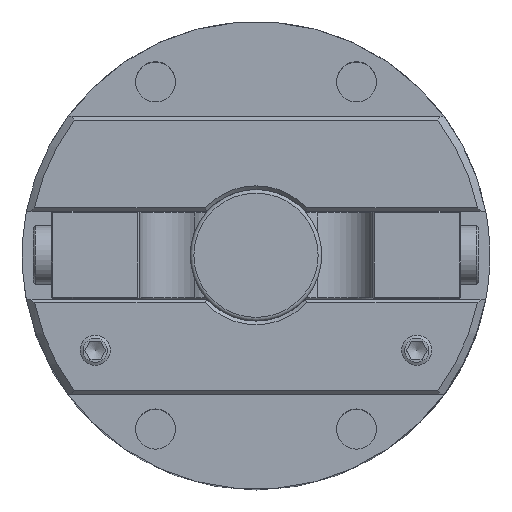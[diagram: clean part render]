
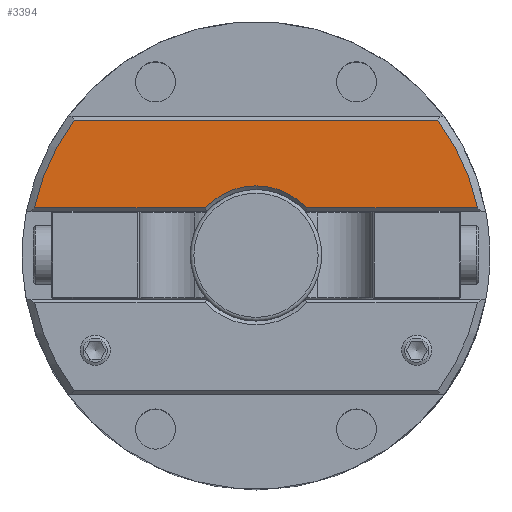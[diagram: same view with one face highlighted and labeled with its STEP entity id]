
A CAD part, top view. The second image highlights one B-rep face of the part: STEP entity #3394.
In plain terms, the highlighted planar face has unit normal (0, 0, 1).
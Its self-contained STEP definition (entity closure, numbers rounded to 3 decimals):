
#247=PLANE('',#3853);
#430=FACE_OUTER_BOUND('',#652,.T.);
#652=EDGE_LOOP('',(#2695,#2696,#2697,#2698,#2699,#2700));
#883=LINE('',#5989,#1084);
#884=LINE('',#6003,#1085);
#886=LINE('',#6011,#1087);
#1084=VECTOR('',#4612,10.);
#1085=VECTOR('',#4621,10.);
#1087=VECTOR('',#4629,10.);
#1297=CIRCLE('',#3849,9.5);
#1300=CIRCLE('',#3854,31.);
#1301=CIRCLE('',#3855,31.);
#1603=VERTEX_POINT('',#5986);
#1604=VERTEX_POINT('',#5988);
#1605=VERTEX_POINT('',#5994);
#1607=VERTEX_POINT('',#6002);
#1609=VERTEX_POINT('',#6008);
#1610=VERTEX_POINT('',#6010);
#2007=EDGE_CURVE('',#1603,#1604,#883,.T.);
#2009=EDGE_CURVE('',#1604,#1605,#1297,.T.);
#2012=EDGE_CURVE('',#1605,#1607,#884,.T.);
#2015=EDGE_CURVE('',#1609,#1603,#1300,.T.);
#2016=EDGE_CURVE('',#1610,#1609,#886,.T.);
#2017=EDGE_CURVE('',#1607,#1610,#1301,.T.);
#2695=ORIENTED_EDGE('',*,*,#2012,.F.);
#2696=ORIENTED_EDGE('',*,*,#2009,.F.);
#2697=ORIENTED_EDGE('',*,*,#2007,.F.);
#2698=ORIENTED_EDGE('',*,*,#2015,.F.);
#2699=ORIENTED_EDGE('',*,*,#2016,.F.);
#2700=ORIENTED_EDGE('',*,*,#2017,.F.);
#3394=ADVANCED_FACE('',(#430),#247,.T.);
#3849=AXIS2_PLACEMENT_3D('',#5995,#4615,#4616);
#3853=AXIS2_PLACEMENT_3D('',#6007,#4625,#4626);
#3854=AXIS2_PLACEMENT_3D('',#6009,#4627,#4628);
#3855=AXIS2_PLACEMENT_3D('',#6012,#4630,#4631);
#4612=DIRECTION('',(-1.,0.,0.));
#4615=DIRECTION('center_axis',(0.,0.,1.));
#4616=DIRECTION('ref_axis',(-1.,0.,0.));
#4621=DIRECTION('',(-1.,0.,0.));
#4625=DIRECTION('center_axis',(0.,0.,1.));
#4626=DIRECTION('ref_axis',(1.,0.,0.));
#4627=DIRECTION('center_axis',(0.,0.,-1.));
#4628=DIRECTION('ref_axis',(1.,0.,0.));
#4629=DIRECTION('',(1.,0.,0.));
#4630=DIRECTION('center_axis',(0.,0.,-1.));
#4631=DIRECTION('ref_axis',(-1.,0.,0.));
#5986=CARTESIAN_POINT('',(30.311,6.5,46.));
#5988=CARTESIAN_POINT('',(6.928,6.5,46.));
#5989=CARTESIAN_POINT('',(0.,6.5,46.));
#5994=CARTESIAN_POINT('',(-6.928,6.5,46.));
#5995=CARTESIAN_POINT('Origin',(0.,0.,46.));
#6002=CARTESIAN_POINT('',(-30.311,6.5,46.));
#6003=CARTESIAN_POINT('',(0.,6.5,46.));
#6007=CARTESIAN_POINT('Origin',(0.,0.,
46.));
#6008=CARTESIAN_POINT('',(24.875,18.5,46.));
#6009=CARTESIAN_POINT('Origin',(0.,0.,46.));
#6010=CARTESIAN_POINT('',(-24.875,18.5,46.));
#6011=CARTESIAN_POINT('',(0.,18.5,46.));
#6012=CARTESIAN_POINT('Origin',(0.,0.,46.));
